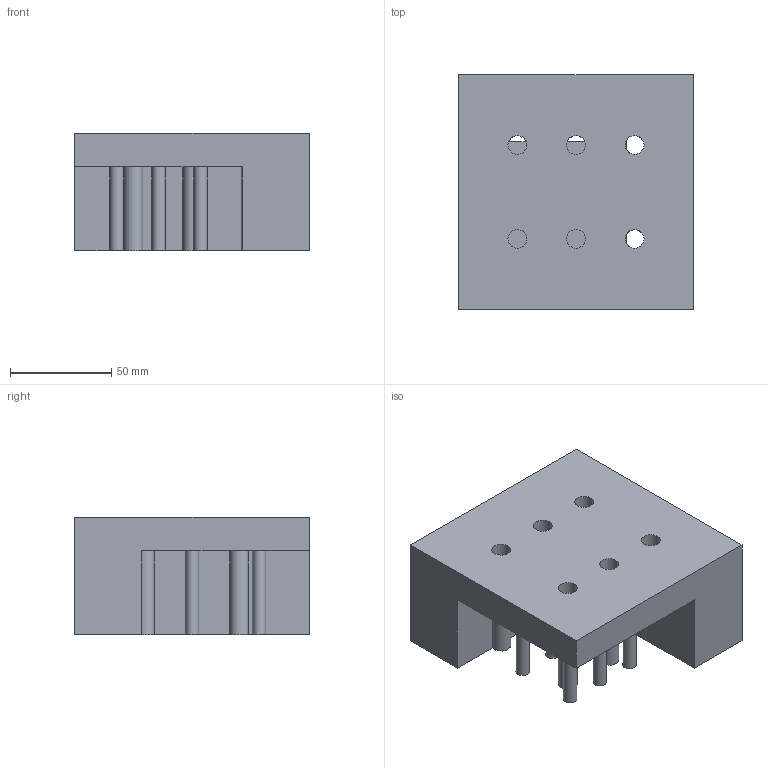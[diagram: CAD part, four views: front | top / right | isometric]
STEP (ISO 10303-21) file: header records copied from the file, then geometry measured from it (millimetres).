
FILE_DESCRIPTION(('Open CASCADE Model'),'2;1');
FILE_NAME('Open CASCADE Shape Model','2026-02-27T17:56:32',('Author'),( 'Open CASCADE'),'Open CASCADE STEP processor 7.9','Open CASCADE 7.9' ,'Unknown');
FILE_SCHEMA(('AUTOMOTIVE_DESIGN { 1 0 10303 214 1 1 1 1 }'));
Length unit declared in the file: millimetre
Products named in the file (8): Open CASCADE STEP translator 7.9 12; Open CASCADE STEP translator 7.9 12.1; Open CASCADE STEP translator 7.9 12.2; Open CASCADE STEP translator 7.9 12.3; Open CASCADE STEP translator 7.9 12.4; Open CASCADE STEP translator 7.9 12.5; Open CASCADE STEP translator 7.9 12.6; Open CASCADE STEP translator 7.9 12.7
Assembly tree (7 placements, depth 2):
  Open CASCADE STEP translator 7.9 12
    Open CASCADE STEP translator 7.9 12.1
    Open CASCADE STEP translator 7.9 12.2
    Open CASCADE STEP translator 7.9 12.3
    Open CASCADE STEP translator 7.9 12.4
    Open CASCADE STEP translator 7.9 12.5
    Open CASCADE STEP translator 7.9 12.6
    Open CASCADE STEP translator 7.9 12.7
Bounding box: 116.02 x 116.02 x 58.01 mm (x, y, z)
Volume: 501275.9 mm3; surface area: 68827.2 mm2
Topology: 7 solids, 7 shells, 55 faces, 117 edges, 78 vertices
Faces by surface type: plane 35, cylinder 20
Full cylindrical faces by diameter (mm): 6.626 x6, 9.282 x8
Entity records: 3136 total; most frequent: CARTESIAN_POINT 524, DIRECTION 493, ORIENTED_EDGE 234, PCURVE 234, DEFINITIONAL_REPRESENTATION 234, LINE 223, VECTOR 223, EDGE_CURVE 117
